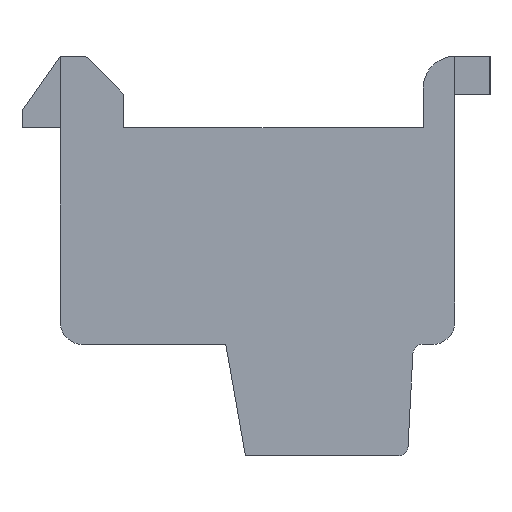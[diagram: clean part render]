
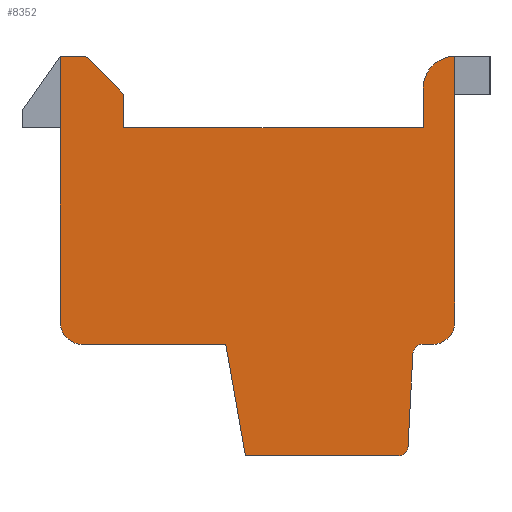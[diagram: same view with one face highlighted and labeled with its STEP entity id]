
A CAD part, left-side view. The second image highlights one B-rep face of the part: STEP entity #8352.
In plain terms, the highlighted planar face has unit normal (-1, 0, 0).
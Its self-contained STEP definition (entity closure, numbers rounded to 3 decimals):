
#1=CARTESIAN_POINT('',(0.,-5.55,-2.075));
#2=DIRECTION('',(1.,0.,0.));
#3=DIRECTION('',(0.,-1.,0.));
#4=AXIS2_PLACEMENT_3D('',#1,#2,#3);
#6=DIRECTION('',(0.,1.,0.));
#7=VECTOR('',#6,0.323);
#8=CARTESIAN_POINT('',(0.,-5.55,-2.775));
#9=LINE('',#8,#7);
#10=CARTESIAN_POINT('',(0.,-5.227,-3.075));
#11=DIRECTION('',(-1.,0.,0.));
#12=DIRECTION('',(0.,0.,1.));
#13=AXIS2_PLACEMENT_3D('',#10,#11,#12);
#15=DIRECTION('',(0.,0.052,-0.999));
#16=VECTOR('',#15,2.904);
#17=CARTESIAN_POINT('',(0.,-4.927,-3.075));
#18=LINE('',#17,#16);
#19=CARTESIAN_POINT('',(0.,-4.475,-5.975));
#20=DIRECTION('',(1.,0.,0.));
#21=DIRECTION('',(0.,-1.,0.));
#22=AXIS2_PLACEMENT_3D('',#19,#20,#21);
#24=DIRECTION('',(0.,1.,0.));
#25=VECTOR('',#24,4.808);
#26=CARTESIAN_POINT('',(0.,-4.475,-6.275));
#27=LINE('',#26,#25);
#28=DIRECTION('',(0.,0.174,0.985));
#29=VECTOR('',#28,3.554);
#30=CARTESIAN_POINT('',(0.,0.333,-6.275));
#31=LINE('',#30,#29);
#32=DIRECTION('',(0.,1.,0.));
#33=VECTOR('',#32,4.5);
#34=CARTESIAN_POINT('',(0.,0.95,-2.775));
#35=LINE('',#34,#33);
#36=CARTESIAN_POINT('',(0.,5.45,-2.075));
#37=DIRECTION('',(1.,0.,0.));
#38=DIRECTION('',(0.,0.,-1.));
#39=AXIS2_PLACEMENT_3D('',#36,#37,#38);
#41=CARTESIAN_POINT('',(0.,6.072,6.125));
#42=DIRECTION('',(1.,0.,0.));
#43=DIRECTION('',(0.,0.521,0.854));
#44=AXIS2_PLACEMENT_3D('',#41,#42,#43);
#46=DIRECTION('',(0.,-1.,0.));
#47=VECTOR('',#46,0.66);
#48=CARTESIAN_POINT('',(0.,6.072,6.275));
#49=LINE('',#48,#47);
#50=CARTESIAN_POINT('',(0.,5.412,6.125));
#51=DIRECTION('',(1.,0.,0.));
#52=DIRECTION('',(0.,0.,1.));
#53=AXIS2_PLACEMENT_3D('',#50,#51,#52);
#55=DIRECTION('',(0.,-0.707,-0.707));
#56=VECTOR('',#55,1.573);
#57=CARTESIAN_POINT('',(0.,5.306,6.231));
#58=LINE('',#57,#56);
#59=CARTESIAN_POINT('',(0.,4.3,5.013));
#60=DIRECTION('',(1.,0.,0.));
#61=DIRECTION('',(0.,-0.707,0.707));
#62=AXIS2_PLACEMENT_3D('',#59,#60,#61);
#64=DIRECTION('',(0.,0.,-1.));
#65=VECTOR('',#64,0.988);
#66=CARTESIAN_POINT('',(0.,4.15,5.013));
#67=LINE('',#66,#65);
#68=DIRECTION('',(0.,-1.,0.));
#69=VECTOR('',#68,9.4);
#70=CARTESIAN_POINT('',(0.,4.15,4.025));
#71=LINE('',#70,#69);
#72=DIRECTION('',(0.,0.,1.));
#73=VECTOR('',#72,1.25);
#74=CARTESIAN_POINT('',(0.,-5.25,4.025));
#75=LINE('',#74,#73);
#76=CARTESIAN_POINT('',(0.,-6.25,5.275));
#77=DIRECTION('',(1.,0.,0.));
#78=DIRECTION('',(0.,1.,0.));
#79=AXIS2_PLACEMENT_3D('',#76,#77,#78);
#241=DIRECTION('',(0.,0.,1.));
#242=VECTOR('',#241,8.35);
#243=CARTESIAN_POINT('',(0.,-6.25,-2.075));
#244=LINE('',#243,#242);
#3805=DIRECTION('',(0.,0.,-1.));
#3806=VECTOR('',#3805,8.328);
#3807=CARTESIAN_POINT('',(0.,6.15,6.253));
#3808=LINE('',#3807,#3806);
#6329=CARTESIAN_POINT('',(0.,6.072,6.275));
#6330=CARTESIAN_POINT('',(0.,5.412,6.275));
#6331=VERTEX_POINT('',#6329);
#6332=VERTEX_POINT('',#6330);
#6333=CARTESIAN_POINT('',(0.,5.306,6.231));
#6334=VERTEX_POINT('',#6333);
#6335=CARTESIAN_POINT('',(0.,4.194,5.119));
#6336=VERTEX_POINT('',#6335);
#6337=CARTESIAN_POINT('',(0.,4.15,5.013));
#6338=VERTEX_POINT('',#6337);
#6339=CARTESIAN_POINT('',(0.,4.15,4.025));
#6340=VERTEX_POINT('',#6339);
#6341=CARTESIAN_POINT('',(0.,-5.25,4.025));
#6342=VERTEX_POINT('',#6341);
#6343=CARTESIAN_POINT('',(0.,-5.25,5.275));
#6344=VERTEX_POINT('',#6343);
#6345=CARTESIAN_POINT('',(0.,-6.25,-2.075));
#6346=CARTESIAN_POINT('',(0.,-5.55,-2.775));
#6347=VERTEX_POINT('',#6345);
#6348=VERTEX_POINT('',#6346);
#6349=CARTESIAN_POINT('',(0.,-5.227,-2.775));
#6350=VERTEX_POINT('',#6349);
#6351=CARTESIAN_POINT('',(0.,-4.927,-3.075));
#6352=VERTEX_POINT('',#6351);
#6353=CARTESIAN_POINT('',(0.,-4.775,-5.975));
#6354=VERTEX_POINT('',#6353);
#6355=CARTESIAN_POINT('',(0.,-4.475,-6.275));
#6356=VERTEX_POINT('',#6355);
#6357=CARTESIAN_POINT('',(0.,0.333,-6.275));
#6358=VERTEX_POINT('',#6357);
#6359=CARTESIAN_POINT('',(0.,0.95,-2.775));
#6360=VERTEX_POINT('',#6359);
#6361=CARTESIAN_POINT('',(0.,5.45,-2.775));
#6362=VERTEX_POINT('',#6361);
#6363=CARTESIAN_POINT('',(0.,6.15,-2.075));
#6364=VERTEX_POINT('',#6363);
#7349=CARTESIAN_POINT('',(0.,6.15,6.253));
#7350=VERTEX_POINT('',#7349);
#7353=CARTESIAN_POINT('',(0.,-6.25,6.275));
#7354=VERTEX_POINT('',#7353);
#8305=CARTESIAN_POINT('',(0.,0.,0.));
#8306=DIRECTION('',(1.,0.,0.));
#8307=DIRECTION('',(0.,-1.,0.));
#8308=AXIS2_PLACEMENT_3D('',#8305,#8306,#8307);
#8309=PLANE('',#8308);
#8311=ORIENTED_EDGE('',*,*,#8310,.F.);
#8313=ORIENTED_EDGE('',*,*,#8312,.T.);
#8315=ORIENTED_EDGE('',*,*,#8314,.T.);
#8317=ORIENTED_EDGE('',*,*,#8316,.T.);
#8319=ORIENTED_EDGE('',*,*,#8318,.T.);
#8321=ORIENTED_EDGE('',*,*,#8320,.T.);
#8323=ORIENTED_EDGE('',*,*,#8322,.T.);
#8325=ORIENTED_EDGE('',*,*,#8324,.T.);
#8327=ORIENTED_EDGE('',*,*,#8326,.T.);
#8329=ORIENTED_EDGE('',*,*,#8328,.T.);
#8331=ORIENTED_EDGE('',*,*,#8330,.F.);
#8333=ORIENTED_EDGE('',*,*,#8332,.T.);
#8335=ORIENTED_EDGE('',*,*,#8334,.T.);
#8337=ORIENTED_EDGE('',*,*,#8336,.T.);
#8339=ORIENTED_EDGE('',*,*,#8338,.T.);
#8341=ORIENTED_EDGE('',*,*,#8340,.T.);
#8343=ORIENTED_EDGE('',*,*,#8342,.T.);
#8345=ORIENTED_EDGE('',*,*,#8344,.T.);
#8347=ORIENTED_EDGE('',*,*,#8346,.T.);
#8349=ORIENTED_EDGE('',*,*,#8348,.T.);
#8350=EDGE_LOOP('',(#8311,#8313,#8315,#8317,#8319,#8321,#8323,#8325,#8327,#8329,
#8331,#8333,#8335,#8337,#8339,#8341,#8343,#8345,#8347,#8349));
#8351=FACE_OUTER_BOUND('',#8350,.F.);
#8352=ADVANCED_FACE('',(#8351),#8309,.F.);
#5=CIRCLE('',#4,0.7);
#14=CIRCLE('',#13,0.3);
#23=CIRCLE('',#22,0.3);
#40=CIRCLE('',#39,0.7);
#45=CIRCLE('',#44,0.15);
#54=CIRCLE('',#53,0.15);
#63=CIRCLE('',#62,0.15);
#80=CIRCLE('',#79,1.);
#8310=EDGE_CURVE('',#6347,#7354,#244,.T.);
#8312=EDGE_CURVE('',#6347,#6348,#5,.T.);
#8314=EDGE_CURVE('',#6348,#6350,#9,.T.);
#8316=EDGE_CURVE('',#6350,#6352,#14,.T.);
#8318=EDGE_CURVE('',#6352,#6354,#18,.T.);
#8320=EDGE_CURVE('',#6354,#6356,#23,.T.);
#8322=EDGE_CURVE('',#6356,#6358,#27,.T.);
#8324=EDGE_CURVE('',#6358,#6360,#31,.T.);
#8326=EDGE_CURVE('',#6360,#6362,#35,.T.);
#8328=EDGE_CURVE('',#6362,#6364,#40,.T.);
#8330=EDGE_CURVE('',#7350,#6364,#3808,.T.);
#8332=EDGE_CURVE('',#7350,#6331,#45,.T.);
#8334=EDGE_CURVE('',#6331,#6332,#49,.T.);
#8336=EDGE_CURVE('',#6332,#6334,#54,.T.);
#8338=EDGE_CURVE('',#6334,#6336,#58,.T.);
#8340=EDGE_CURVE('',#6336,#6338,#63,.T.);
#8342=EDGE_CURVE('',#6338,#6340,#67,.T.);
#8344=EDGE_CURVE('',#6340,#6342,#71,.T.);
#8346=EDGE_CURVE('',#6342,#6344,#75,.T.);
#8348=EDGE_CURVE('',#6344,#7354,#80,.T.);
